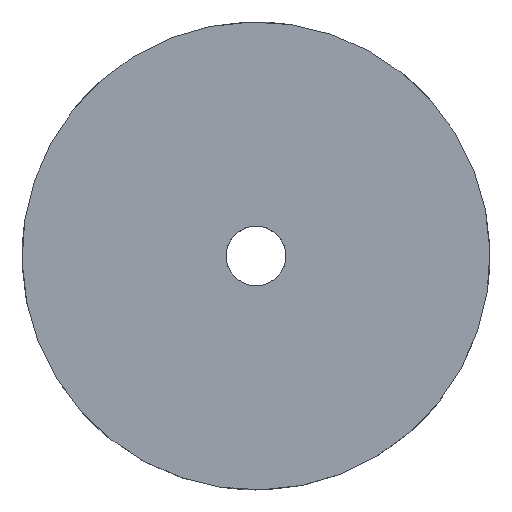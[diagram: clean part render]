
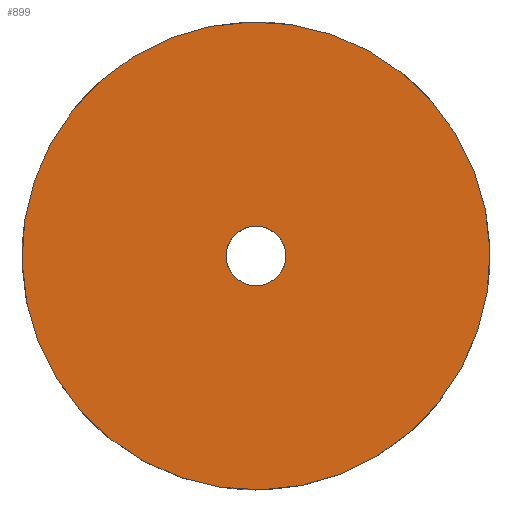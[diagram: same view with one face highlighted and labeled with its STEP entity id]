
A CAD part, top view. The second image highlights one B-rep face of the part: STEP entity #899.
In plain terms, the highlighted planar face has unit normal (0, 0, 1).
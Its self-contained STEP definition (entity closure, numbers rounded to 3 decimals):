
#49=CARTESIAN_POINT('Vertex',(-12.908,-23.628,9.525)) ;
#52=CARTESIAN_POINT('Axis2P3D Location',(0.,0.,9.525)) ;
#56=CARTESIAN_POINT('Vertex',(12.908,23.628,9.525)) ;
#196=CARTESIAN_POINT('Axis2P3D Location',(0.,0.,9.525)) ;
#872=CARTESIAN_POINT('Axis2P3D Location',(0.,26.924,9.525)) ;
#881=CARTESIAN_POINT('Axis2P3D Location',(0.,0.,9.525)) ;
#885=CARTESIAN_POINT('Vertex',(-3.429,0.,9.525)) ;
#887=CARTESIAN_POINT('Vertex',(3.429,0.,9.525)) ;
#890=CARTESIAN_POINT('Axis2P3D Location',(0.,0.,9.525)) ;
#53=DIRECTION('Axis2P3D Direction',(0.,0.,-1.)) ;
#197=DIRECTION('Axis2P3D Direction',(0.,0.,-1.)) ;
#873=DIRECTION('Axis2P3D Direction',(0.,0.,-1.)) ;
#874=DIRECTION('Axis2P3D XDirection',(1.,0.,0.)) ;
#882=DIRECTION('Axis2P3D Direction',(0.,0.,-1.)) ;
#891=DIRECTION('Axis2P3D Direction',(0.,0.,-1.)) ;
#54=AXIS2_PLACEMENT_3D('Circle Axis2P3D',#52,#53,$) ;
#198=AXIS2_PLACEMENT_3D('Circle Axis2P3D',#196,#197,$) ;
#875=AXIS2_PLACEMENT_3D('Plane Axis2P3D',#872,#873,#874) ;
#883=AXIS2_PLACEMENT_3D('Circle Axis2P3D',#881,#882,$) ;
#892=AXIS2_PLACEMENT_3D('Circle Axis2P3D',#890,#891,$) ;
#55=CIRCLE('generated circle',#54,26.924) ;
#199=CIRCLE('generated circle',#198,26.924) ;
#884=CIRCLE('generated circle',#883,3.429) ;
#893=CIRCLE('generated circle',#892,3.429) ;
#876=PLANE('',#875) ;
#898=FACE_BOUND('',#895,.T.) ;
#58=EDGE_CURVE('',#50,#57,#55,.T.) ;
#200=EDGE_CURVE('',#57,#50,#199,.T.) ;
#889=EDGE_CURVE('',#886,#888,#884,.F.) ;
#894=EDGE_CURVE('',#888,#886,#893,.F.) ;
#878=ORIENTED_EDGE('',*,*,#200,.F.) ;
#879=ORIENTED_EDGE('',*,*,#58,.F.) ;
#896=ORIENTED_EDGE('',*,*,#889,.F.) ;
#897=ORIENTED_EDGE('',*,*,#894,.F.) ;
#877=EDGE_LOOP('',(#878,#879)) ;
#895=EDGE_LOOP('',(#896,#897)) ;
#50=VERTEX_POINT('',#49) ;
#57=VERTEX_POINT('',#56) ;
#886=VERTEX_POINT('',#885) ;
#888=VERTEX_POINT('',#887) ;
#899=ADVANCED_FACE('PartBody',(#880,#898),#876,.F.) ;
#880=FACE_OUTER_BOUND('',#877,.T.) ;
